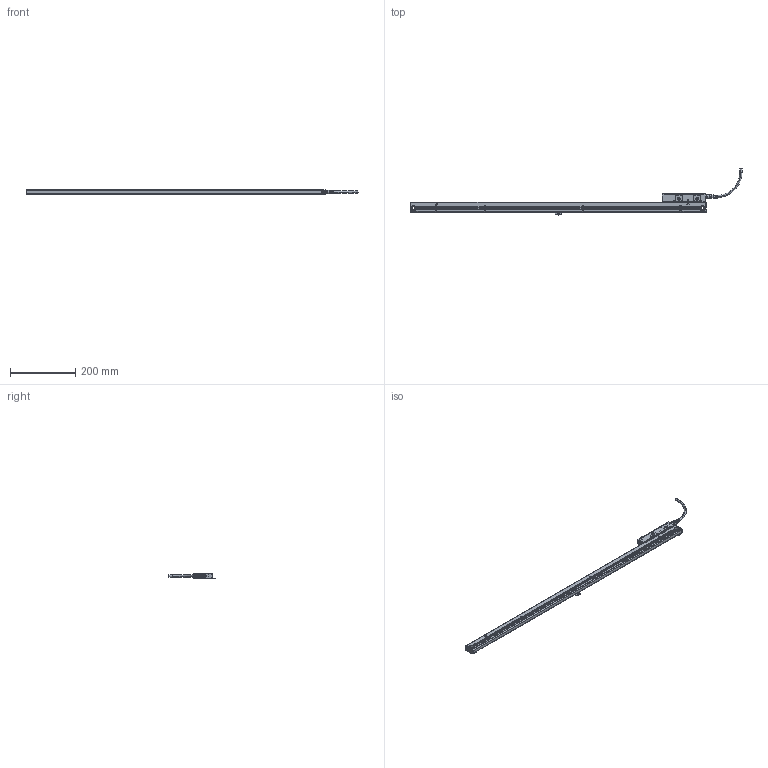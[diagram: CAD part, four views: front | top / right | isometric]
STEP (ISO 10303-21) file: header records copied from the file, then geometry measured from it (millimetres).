
FILE_DESCRIPTION(('CATIA V5 STEP'),'2;1');
FILE_NAME('SR27A-077-L.stp','2013-11-26T03:45:17+00:00',('none'),('none'),'CATIA Version 5 Release 19 SP 6 (IN-10)','CATIA V5 STEP AP214','none');
FILE_SCHEMA(('AUTOMOTIVE_DESIGN { 1 0 10303 214 1 1 1 1 }'));
Products named in the file (1): SR27A-077-L
Bounding box: 1016.9 x 141.2 x 17.85 mm (x, y, z)
Volume: 987403.1 mm3; surface area: 277465.5 mm2
Topology: 2 solids, 114 shells, 5552 faces, 14662 edges, 9342 vertices
Faces by surface type: plane 2706, cylinder 2040, cone 314, torus 276, bspline 136, sphere 80
Entity records: 169291 total; most frequent: CARTESIAN_POINT 42703, ORIENTED_EDGE 29084, DIRECTION 20672, EDGE_CURVE 14542, VERTEX_POINT 9342, VECTOR 8454, LINE 8454, AXIS2_PLACEMENT_3D 8427
